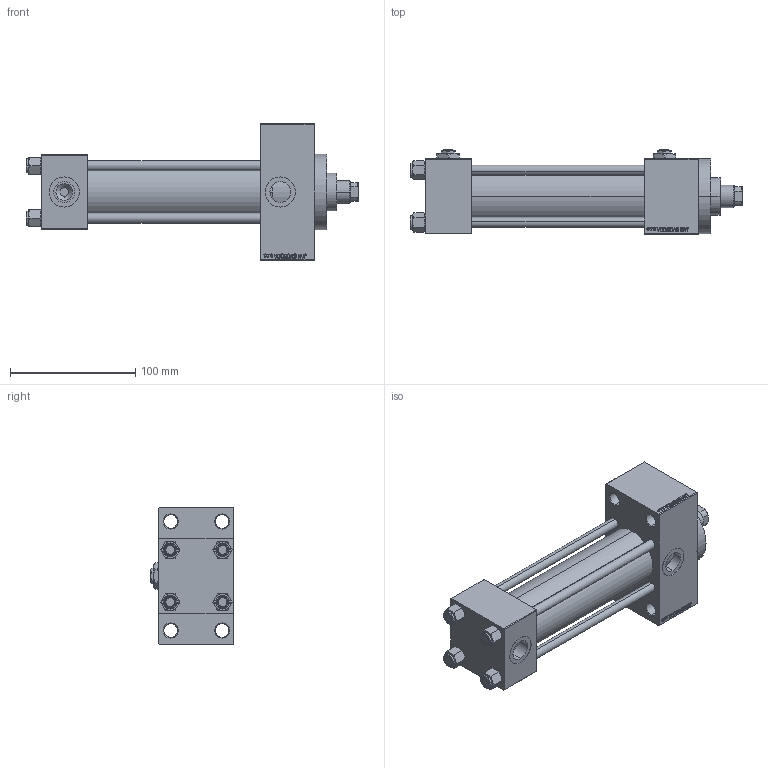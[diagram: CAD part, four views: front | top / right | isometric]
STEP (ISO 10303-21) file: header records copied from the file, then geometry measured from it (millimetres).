
FILE_DESCRIPTION (( 'STEP AP203' ), '1' );
FILE_NAME ('19ad.STEP', '2022-04-16T05:47:22', ( '' ), ( '' ), 'SwSTEP 2.0', 'SolidWorks 2019', '' );
FILE_SCHEMA (( 'CONFIG_CONTROL_DESIGN' ));
Length unit declared in the file: millimetre
Products named in the file (7): V215_VC_A a7866a64a30d74dc26313a6773f47189; V215CR_D_Body a7866a64a30d74dc26313a6773f47189; Zatka_pro_OIL_PORT a7866a64a30d74dc26313a6773f47189; V215CR_D_TYCINKA a7866a64a30d74dc26313a6773f47189; V215CR_VCP_D a7866a64a30d74dc26313a6773f47189; NUT_M5_D a7866a64a30d74dc26313a6773f47189; 19ad
Assembly tree (13 placements, depth 2):
  19ad
    V215CR_D_Body a7866a64a30d74dc26313a6773f47189
    V215CR_VCP_D a7866a64a30d74dc26313a6773f47189
    NUT_M5_D a7866a64a30d74dc26313a6773f47189  x4
    V215CR_D_TYCINKA a7866a64a30d74dc26313a6773f47189  x4
    V215_VC_A a7866a64a30d74dc26313a6773f47189
    Zatka_pro_OIL_PORT a7866a64a30d74dc26313a6773f47189  x2
Bounding box: 265 x 67 x 109 mm (x, y, z)
Volume: 584243.9 mm3; surface area: 158052.9 mm2
Topology: 13 solids, 13 shells, 1214 faces, 3004 edges, 1933 vertices
Faces by surface type: plane 548, bspline 368, cone 186, cylinder 104, torus 8
Entity records: 49513 total; most frequent: CARTESIAN_POINT 25728, ORIENTED_EDGE 5308, DIRECTION 3502, EDGE_CURVE 2654, VERTEX_POINT 1731, VECTOR 1560, LINE 1560, EDGE_LOOP 1191
